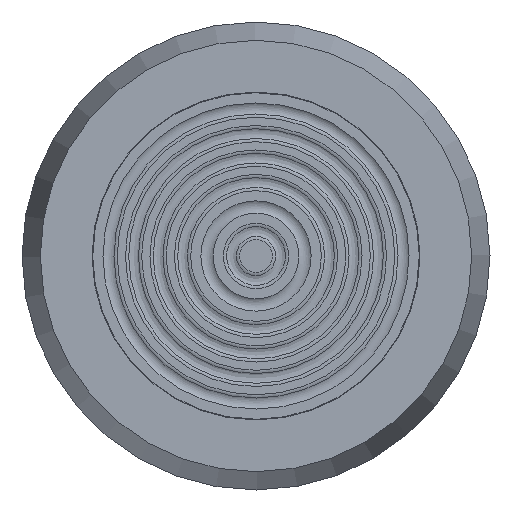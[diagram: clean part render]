
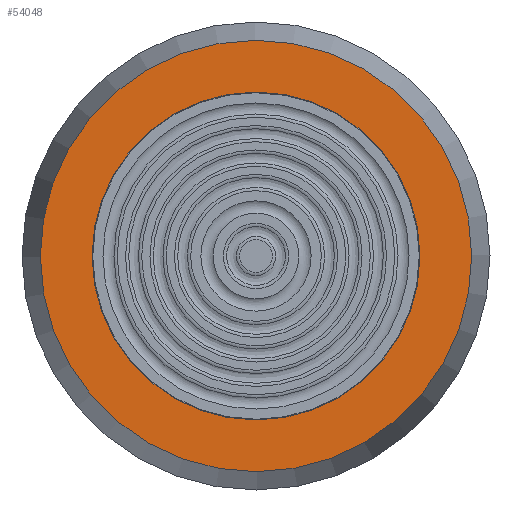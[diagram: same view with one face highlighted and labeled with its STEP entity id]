
A CAD part, left-side view. The second image highlights one B-rep face of the part: STEP entity #54048.
In plain terms, the highlighted planar face has unit normal (-1, 0, 0).
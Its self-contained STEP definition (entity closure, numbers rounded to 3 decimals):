
#1120=FACE_BOUND('',#8783,.T.);
#3079=PLANE('',#58355);
#5902=FACE_OUTER_BOUND('',#8782,.T.);
#8782=EDGE_LOOP('',(#50292));
#8783=EDGE_LOOP('',(#50293));
#9792=CIRCLE('',#58346,24.);
#9797=CIRCLE('',#58356,31.571);
#25843=VERTEX_POINT('',#121124);
#25845=VERTEX_POINT('',#121137);
#34002=EDGE_CURVE('',#25843,#25843,#9792,.T.);
#34008=EDGE_CURVE('',#25845,#25845,#9797,.T.);
#50292=ORIENTED_EDGE('',*,*,#34008,.F.);
#50293=ORIENTED_EDGE('',*,*,#34002,.T.);
#54048=ADVANCED_FACE('',(#5902,#1120),#3079,.T.);
#58346=AXIS2_PLACEMENT_3D('',#121125,#71087,#71088);
#58355=AXIS2_PLACEMENT_3D('',#121136,#71106,#71107);
#58356=AXIS2_PLACEMENT_3D('',#121138,#71108,#71109);
#71087=DIRECTION('center_axis',(1.,0.,0.));
#71088=DIRECTION('ref_axis',(0.,1.,0.));
#71106=DIRECTION('center_axis',(-1.,0.,0.));
#71107=DIRECTION('ref_axis',(0.,0.,1.));
#71108=DIRECTION('center_axis',(1.,0.,0.));
#71109=DIRECTION('ref_axis',(0.,0.,-1.));
#121124=CARTESIAN_POINT('',(-31.,-24.,0.));
#121125=CARTESIAN_POINT('Origin',(-31.,0.,0.));
#121136=CARTESIAN_POINT('Origin',(-31.,31.571,0.));
#121137=CARTESIAN_POINT('',(-31.,-31.571,0.));
#121138=CARTESIAN_POINT('Origin',(-31.,0.,0.));
